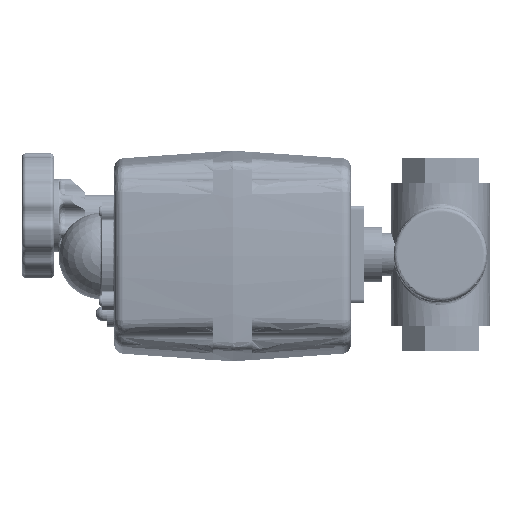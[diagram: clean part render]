
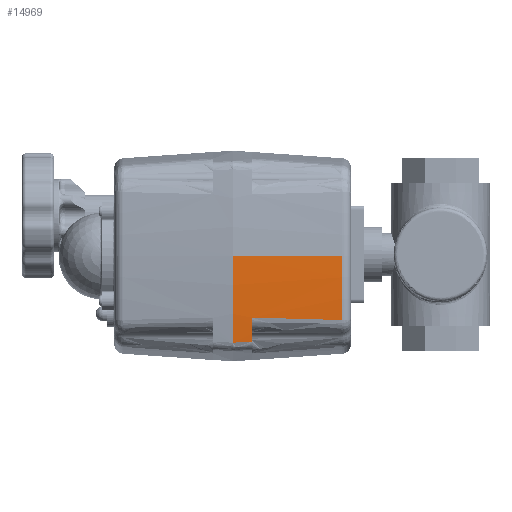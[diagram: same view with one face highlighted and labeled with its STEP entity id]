
A CAD part, left-side view. The second image highlights one B-rep face of the part: STEP entity #14969.
In plain terms, the highlighted conical face has half-angle 4 degrees and reference radius 403.75 mm.
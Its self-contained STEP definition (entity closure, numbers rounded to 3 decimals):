
#1313 = DIRECTION ( 'NONE',  ( 1., 0., 0. ) ) ;
#2103 = CARTESIAN_POINT ( 'NONE',  ( 70.968, -95.067, 0. ) ) ;
#3143 = CARTESIAN_POINT ( 'NONE',  ( 69.516, -50., -56.849 ) ) ;
#3232 = CARTESIAN_POINT ( 'NONE',  ( -330.259, -50., 0. ) ) ;
#4926 = VERTEX_POINT ( 'NONE', #49353 ) ;
#9087 = DIRECTION ( 'NONE',  ( 0., 0., -1. ) ) ;
#14969 = ADVANCED_FACE ( 'NONE', ( #177436 ), #184525, .T. ) ;
#15588 = CARTESIAN_POINT ( 'NONE',  ( 69.505, -82.626, -37.998 ) ) ;
#16532 = CARTESIAN_POINT ( 'NONE',  ( 70.332, -94.458, -10. ) ) ;
#18831 = CARTESIAN_POINT ( 'NONE',  ( -330.259, -50., 0. ) ) ;
#20337 = CARTESIAN_POINT ( 'NONE',  ( 70.51, -94.628, -7.204 ) ) ;
#22180 = AXIS2_PLACEMENT_3D ( 'NONE', #155363, #9087, #64082 ) ;
#22435 = DIRECTION ( 'NONE',  ( 0., 0., -1. ) ) ;
#22980 = VERTEX_POINT ( 'NONE', #153119 ) ;
#28143 = CARTESIAN_POINT ( 'NONE',  ( 68.128, -83.277, -56.849 ) ) ;
#30053 = CARTESIAN_POINT ( 'NONE',  ( 68.676, -82.996, -49.382 ) ) ;
#30589 = VERTEX_POINT ( 'NONE', #126317 ) ;
#31362 = EDGE_CURVE ( 'NONE', #95241, #4926, #105194, .T. ) ;
#32123 = DIRECTION ( 'NONE',  ( 0., 0., 1. ) ) ;
#32918 = CARTESIAN_POINT ( 'NONE',  ( 71.301, -82.045, -13.056 ) ) ;
#33859 = CARTESIAN_POINT ( 'NONE',  ( 70.49, -82.269, -24.363 ) ) ;
#34732 = ORIENTED_EDGE ( 'NONE', *, *, #149026, .F. ) ;
#36528 = CARTESIAN_POINT ( 'NONE',  ( 73.491, -50., 0. ) ) ;
#43597 = CARTESIAN_POINT ( 'NONE',  ( 68.877, -82.9, -46.617 ) ) ;
#49353 = CARTESIAN_POINT ( 'NONE',  ( 70.332, -94.458, -10. ) ) ;
#51434 = CARTESIAN_POINT ( 'NONE',  ( 73.491, -50., 0. ) ) ;
#54332 = ORIENTED_EDGE ( 'NONE', *, *, #134605, .F. ) ;
#60893 = CARTESIAN_POINT ( 'NONE',  ( 71.082, -82.101, -16.112 ) ) ;
#63984 = DIRECTION ( 'NONE',  ( 0.07, 0., 0.998 ) ) ;
#64082 = DIRECTION ( 'NONE',  ( 1., 0., 0. ) ) ;
#69817 = EDGE_LOOP ( 'NONE', ( #121245, #54332, #88746, #133816, #107828, #34732 ) ) ;
#79790 = CARTESIAN_POINT ( 'NONE',  ( 71.52, -81.996, -10. ) ) ;
#80323 = CARTESIAN_POINT ( 'NONE',  ( -330.259, -50., -56.849 ) ) ;
#86975 = CARTESIAN_POINT ( 'NONE',  ( 68.228, -83.223, -55.494 ) ) ;
#87739 = AXIS2_PLACEMENT_3D ( 'NONE', #18831, #136357, #124788 ) ;
#88746 = ORIENTED_EDGE ( 'NONE', *, *, #170846, .F. ) ;
#88868 = CARTESIAN_POINT ( 'NONE',  ( 69.269, -82.724, -41.245 ) ) ;
#90968 = B_SPLINE_CURVE_WITH_KNOTS ( 'NONE', 3,
 ( #28143, #86975, #145590, #161904, #30053, #43597, #159040, #88868, #15588, #91736, #33859, #60893, #32918, #148446 ),
 .UNSPECIFIED., .F., .F.,
 ( 4, 2, 2, 2, 2, 2, 4 ),
 ( 17.956, 22.034, 27.154, 30.354, 40.123, 55.752, 64.944 ),
 .UNSPECIFIED. ) ;
#91736 = CARTESIAN_POINT ( 'NONE',  ( 70.116, -82.393, -29.558 ) ) ;
#95241 = VERTEX_POINT ( 'NONE', #79790 ) ;
#95489 = AXIS2_PLACEMENT_3D ( 'NONE', #3232, #32123, #1313 ) ;
#105194 = CIRCLE ( 'NONE', #22180, 403.051 ) ;
#107828 = ORIENTED_EDGE ( 'NONE', *, *, #170773, .F. ) ;
#108955 = CARTESIAN_POINT ( 'NONE',  ( 70.688, -94.799, -4.408 ) ) ;
#111238 = CIRCLE ( 'NONE', #157168, 399.775 ) ;
#121245 = ORIENTED_EDGE ( 'NONE', *, *, #140851, .T. ) ;
#124788 = DIRECTION ( 'NONE',  ( 1., 0., 0. ) ) ;
#126317 = CARTESIAN_POINT ( 'NONE',  ( 70.968, -95.067, 0. ) ) ;
#133816 = ORIENTED_EDGE ( 'NONE', *, *, #31362, .F. ) ;
#134605 = EDGE_CURVE ( 'NONE', #30589, #142861, #170615, .T. ) ;
#136357 = DIRECTION ( 'NONE',  ( 0., 0., 1. ) ) ;
#137122 = LINE ( 'NONE', #51434, #146092 ) ;
#137849 = CARTESIAN_POINT ( 'NONE',  ( 70.934, -95.035, -0.537 ) ) ;
#138021 = DIRECTION ( 'NONE',  ( 1., 0., 0. ) ) ;
#140851 = EDGE_CURVE ( 'NONE', #163235, #142861, #137122, .T. ) ;
#142861 = VERTEX_POINT ( 'NONE', #36528 ) ;
#145590 = CARTESIAN_POINT ( 'NONE',  ( 68.327, -83.171, -54.139 ) ) ;
#146092 = VECTOR ( 'NONE', #63984, 1000. ) ;
#148446 = CARTESIAN_POINT ( 'NONE',  ( 71.52, -81.996, -10. ) ) ;
#149026 = EDGE_CURVE ( 'NONE', #163235, #22980, #111238, .T. ) ;
#153119 = CARTESIAN_POINT ( 'NONE',  ( 68.128, -83.277, -56.849 ) ) ;
#155363 = CARTESIAN_POINT ( 'NONE',  ( -330.259, -50., -10. ) ) ;
#157168 = AXIS2_PLACEMENT_3D ( 'NONE', #80323, #22435, #138021 ) ;
#159040 = CARTESIAN_POINT ( 'NONE',  ( 68.955, -82.865, -45.554 ) ) ;
#159680 = B_SPLINE_CURVE_WITH_KNOTS ( 'NONE', 3,
 ( #16532, #20337, #108955, #180125, #137849, #2103 ),
 .UNSPECIFIED., .F., .F.,
 ( 4, 2, 4 ),
 ( 5.022, 13.443, 15.06 ),
 .UNSPECIFIED. ) ;
#161904 = CARTESIAN_POINT ( 'NONE',  ( 68.551, -83.057, -51.083 ) ) ;
#163235 = VERTEX_POINT ( 'NONE', #3143 ) ;
#170615 = CIRCLE ( 'NONE', #87739, 403.75 ) ;
#170773 = EDGE_CURVE ( 'NONE', #22980, #95241, #90968, .T. ) ;
#170846 = EDGE_CURVE ( 'NONE', #4926, #30589, #159680, .T. ) ;
#177436 = FACE_OUTER_BOUND ( 'NONE', #69817, .T. ) ;
#180125 = CARTESIAN_POINT ( 'NONE',  ( 70.899, -95.002, -1.074 ) ) ;
#184525 = CONICAL_SURFACE ( 'NONE', #95489, 403.75, 0.07 ) ;
